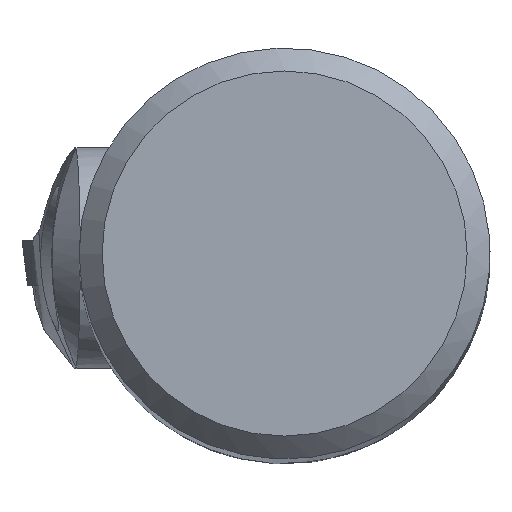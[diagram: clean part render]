
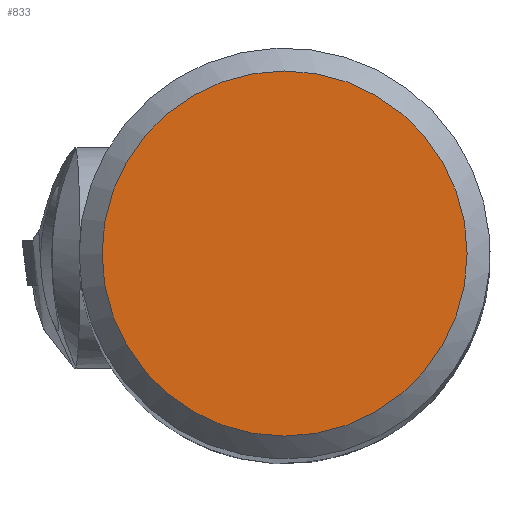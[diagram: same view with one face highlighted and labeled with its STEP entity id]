
A CAD part, top view. The second image highlights one B-rep face of the part: STEP entity #833.
In plain terms, the highlighted planar face has unit normal (0, 0, 1).
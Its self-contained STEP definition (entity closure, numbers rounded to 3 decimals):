
#833=ADVANCED_FACE('',(#1475),#1174,.F.);
#1174=PLANE('',#7226);
#1475=FACE_OUTER_BOUND('',#1809,.T.);
#1809=EDGE_LOOP('',(#3261));
#2041=CIRCLE('',#7225,7.996);
#3261=ORIENTED_EDGE('',*,*,#5325,.T.);
#4466=VERTEX_POINT('',#11071);
#5325=EDGE_CURVE('',#4466,#4466,#2041,.T.);
#7225=AXIS2_PLACEMENT_3D('',#11070,#8576,#8577);
#7226=AXIS2_PLACEMENT_3D('',#11072,#8578,#8579);
#8576=DIRECTION('',(0.,0.,1.));
#8577=DIRECTION('',(-1.,0.,0.));
#8578=DIRECTION('',(0.,0.,-1.));
#8579=DIRECTION('',(-1.,0.,0.));
#11070=CARTESIAN_POINT('',(0.,0.,51.));
#11071=CARTESIAN_POINT('',(-7.996,0.,51.));
#11072=CARTESIAN_POINT('',(0.,0.,51.));
